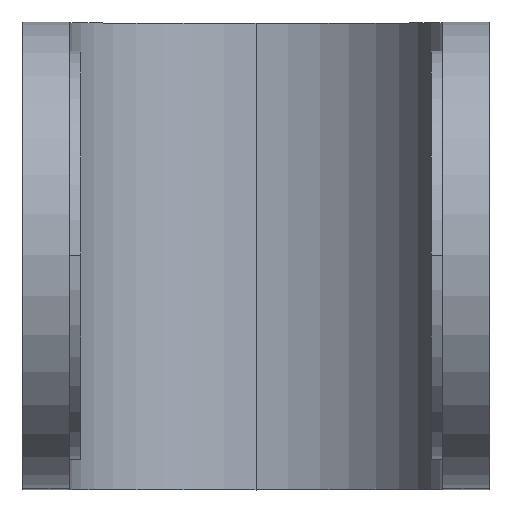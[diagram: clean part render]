
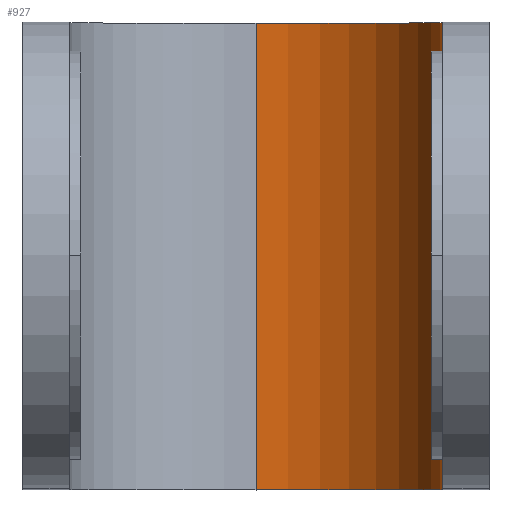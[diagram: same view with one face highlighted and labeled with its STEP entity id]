
A CAD part, top view. The second image highlights one B-rep face of the part: STEP entity #927.
In plain terms, the highlighted cylindrical face has radius 3.2 mm (diameter 6.4 mm), a partial arc.
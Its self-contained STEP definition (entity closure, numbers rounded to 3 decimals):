
#80 = EDGE_CURVE ( 'NONE', #90, #138, #630, .T. ) ;
#90 = VERTEX_POINT ( 'NONE', #694 ) ;
#99 = CYLINDRICAL_SURFACE ( 'NONE', #941, 3.2 ) ;
#138 = VERTEX_POINT ( 'NONE', #1009 ) ;
#242 = EDGE_LOOP ( 'NONE', ( #690, #911, #481, #583 ) ) ;
#272 = CARTESIAN_POINT ( 'NONE',  ( 3.2, 8., 0. ) ) ;
#281 = DIRECTION ( 'NONE',  ( 0., 1., 0. ) ) ;
#361 = DIRECTION ( 'NONE',  ( 0., 0., 1. ) ) ;
#372 = DIRECTION ( 'NONE',  ( 0., 1., 0. ) ) ;
#421 = EDGE_CURVE ( 'NONE', #842, #138, #1000, .T. ) ;
#447 = CARTESIAN_POINT ( 'NONE',  ( 3.2, 8., 0. ) ) ;
#451 = CARTESIAN_POINT ( 'NONE',  ( 0., 8., 0. ) ) ;
#460 = LINE ( 'NONE', #447, #641 ) ;
#481 = ORIENTED_EDGE ( 'NONE', *, *, #80, .F. ) ;
#520 = CARTESIAN_POINT ( 'NONE',  ( 0., 8., -3.2 ) ) ;
#537 = CARTESIAN_POINT ( 'NONE',  ( 0., 0., 0. ) ) ;
#581 = CIRCLE ( 'NONE', #902, 3.2 ) ;
#583 = ORIENTED_EDGE ( 'NONE', *, *, #652, .F. ) ;
#602 = DIRECTION ( 'NONE',  ( 0., -1., 0. ) ) ;
#615 = DIRECTION ( 'NONE',  ( 0., -1., 0. ) ) ;
#629 = DIRECTION ( 'NONE',  ( 0., 0., -1. ) ) ;
#630 = CIRCLE ( 'NONE', #945, 3.2 ) ;
#641 = VECTOR ( 'NONE', #602, 1000. ) ;
#652 = EDGE_CURVE ( 'NONE', #718, #90, #460, .T. ) ;
#690 = ORIENTED_EDGE ( 'NONE', *, *, #879, .T. ) ;
#694 = CARTESIAN_POINT ( 'NONE',  ( 3.2, 0., 0. ) ) ;
#718 = VERTEX_POINT ( 'NONE', #272 ) ;
#806 = VECTOR ( 'NONE', #949, 1000. ) ;
#842 = VERTEX_POINT ( 'NONE', #520 ) ;
#847 = DIRECTION ( 'NONE',  ( 0., 0., 1. ) ) ;
#879 = EDGE_CURVE ( 'NONE', #718, #842, #581, .T. ) ;
#881 = CARTESIAN_POINT ( 'NONE',  ( 0., 8., -3.2 ) ) ;
#902 = AXIS2_PLACEMENT_3D ( 'NONE', #451, #372, #847 ) ;
#911 = ORIENTED_EDGE ( 'NONE', *, *, #421, .T. ) ;
#927 = ADVANCED_FACE ( 'NONE', ( #935 ), #99, .F. ) ;
#935 = FACE_OUTER_BOUND ( 'NONE', #242, .T. ) ;
#941 = AXIS2_PLACEMENT_3D ( 'NONE', #1001, #615, #629 ) ;
#945 = AXIS2_PLACEMENT_3D ( 'NONE', #537, #281, #361 ) ;
#949 = DIRECTION ( 'NONE',  ( 0., -1., 0. ) ) ;
#1000 = LINE ( 'NONE', #881, #806 ) ;
#1001 = CARTESIAN_POINT ( 'NONE',  ( 0., 8., 0. ) ) ;
#1009 = CARTESIAN_POINT ( 'NONE',  ( 0., 0., -3.2 ) ) ;
